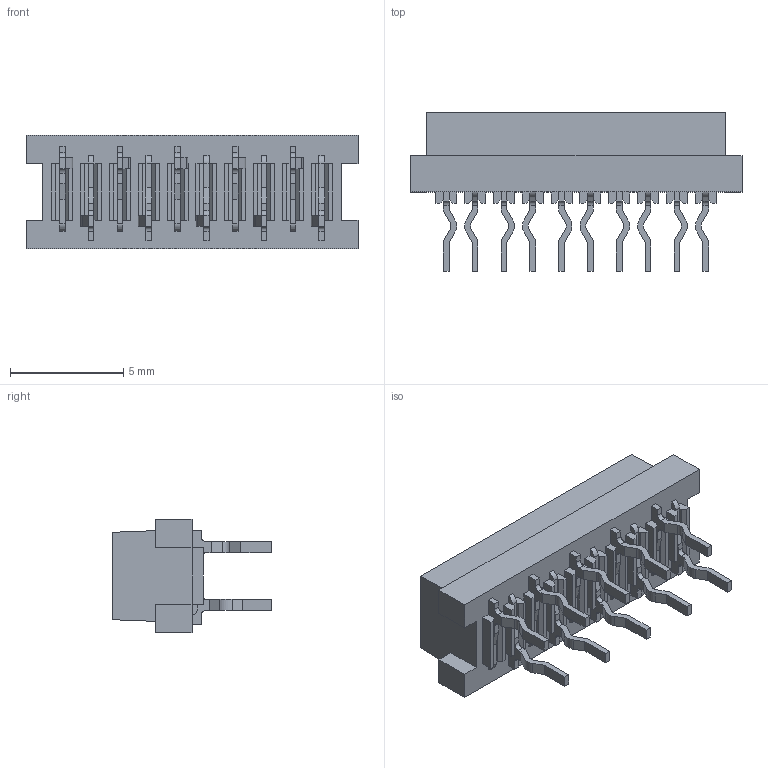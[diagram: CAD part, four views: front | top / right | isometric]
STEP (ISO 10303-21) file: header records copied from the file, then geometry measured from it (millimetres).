
FILE_DESCRIPTION((''),'2;1');
FILE_NAME('C-0215079-10-3','2007-09-05T',('workeradm'),('Tyco Electronics Corporation'),'PRO/ENGINEER BY PARAMETRIC TECHNOLOGY CORPORATION, 2005450','PRO/ENGINEER BY PARAMETRIC TECHNOLOGY CORPORATION, 2005450','');
FILE_SCHEMA(('CONFIG_CONTROL_DESIGN', 'GEOMETRIC_VALIDATION_PROPERTIES_MIM'));
Length unit declared in the file: millimetre
Products named in the file (1): C-0215079-10-3
Bounding box: 14.63 x 7 x 5 mm (x, y, z)
Volume: 211.5 mm3; surface area: 461.3 mm2
Topology: 1 solids, 1 shells, 818 faces, 2228 edges, 1472 vertices
Faces by surface type: plane 748, cylinder 70
Entity records: 25481 total; most frequent: CARTESIAN_POINT 4519, ORIENTED_EDGE 4456, DIRECTION 4004, EDGE_CURVE 2228, VECTOR 2088, LINE 2088, VERTEX_POINT 1472, AXIS2_PLACEMENT_3D 958
